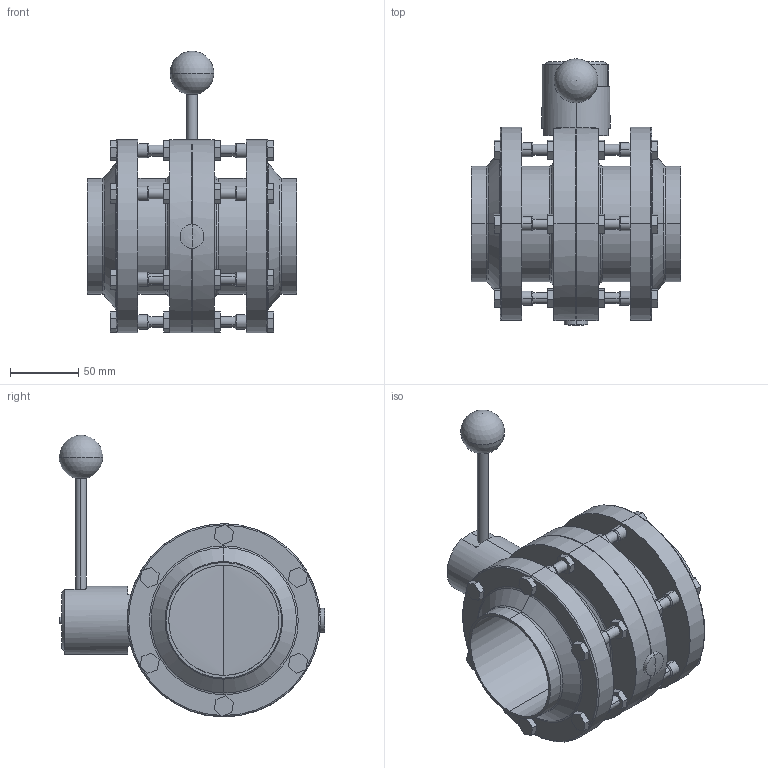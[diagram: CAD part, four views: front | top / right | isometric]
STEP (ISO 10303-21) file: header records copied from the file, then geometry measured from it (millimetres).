
FILE_DESCRIPTION (( 'STEP AP203' ), '1' );
FILE_NAME ('3D-M4310_DN80_174501025_174501050.STEP', '2024-09-19T12:04:07', ( '' ), ( '' ), 'SwSTEP 2.0', 'SolidWorks 2024', '' );
FILE_SCHEMA (( 'CONFIG_CONTROL_DESIGN' ));
Length unit declared in the file: millimetre
Products named in the file (1): 3D-M4310_DN80_174501025_174501050
Bounding box: 154 x 195.49 x 207.13 mm (x, y, z)
Volume: 914290.5 mm3; surface area: 212143.8 mm2
Topology: 4 solids, 19 shells, 445 faces, 1044 edges, 662 vertices
Faces by surface type: plane 254, cylinder 121, torus 46, cone 18, sphere 6
Entity records: 13274 total; most frequent: CARTESIAN_POINT 2698, DIRECTION 2287, ORIENTED_EDGE 2076, EDGE_CURVE 1038, AXIS2_PLACEMENT_3D 829, VERTEX_POINT 660, VECTOR 629, LINE 629
